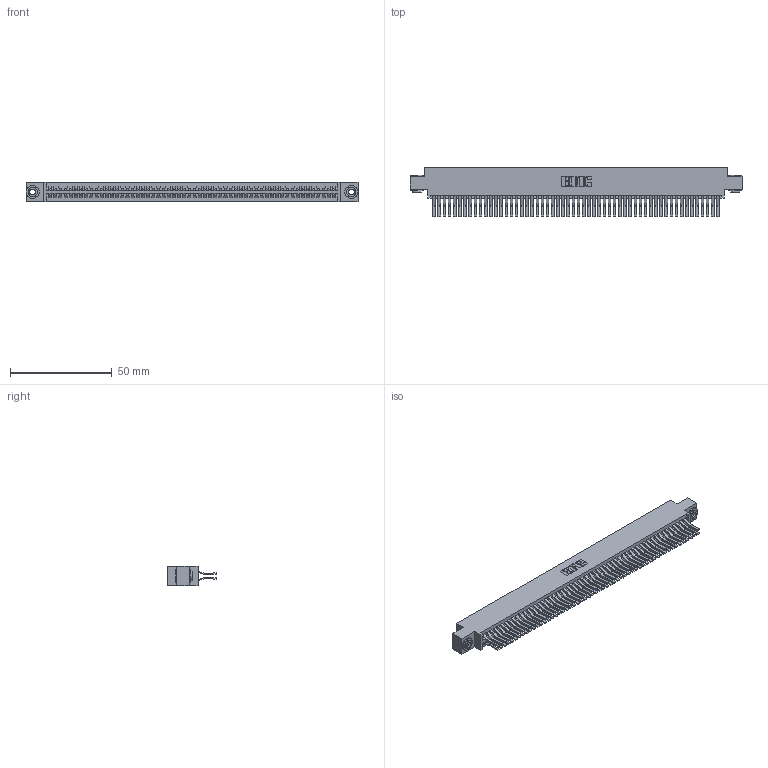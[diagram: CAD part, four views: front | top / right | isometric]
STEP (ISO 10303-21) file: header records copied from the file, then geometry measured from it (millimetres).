
FILE_DESCRIPTION (( 'STEP AP203' ), '1' );
FILE_NAME ('395-112-560-803.STEP', '2018-12-01T13:22:48', ( '' ), ( '' ), 'SwSTEP 2.0', 'SolidWorks 2016', '' );
FILE_SCHEMA (( 'CONFIG_CONTROL_DESIGN' ));
Length unit declared in the file: inch
Products named in the file (4): 345-250-002_345-250-002-102; 395-112-560-803; 345 Part_0.170 Offset - 0.156 Dia-TH; 345-292-001_560 Tail
Assembly tree (115 placements, depth 2):
  395-112-560-803
    345 Part_0.170 Offset - 0.156 Dia-TH
    345-292-001_560 Tail  x112
    345-250-002_345-250-002-102  x2
Bounding box: 163.45 x 24.45 x 9.4 mm (x, y, z)
Volume: 16647.7 mm3; surface area: 27115.7 mm2
Topology: 115 solids, 115 shells, 5992 faces, 17789 edges, 11706 vertices
Faces by surface type: plane 3790, cylinder 2194, cone 8
Entity records: 42924 total; most frequent: CARTESIAN_POINT 7159, ORIENTED_EDGE 7086, DIRECTION 6329, EDGE_CURVE 3543, VECTOR 3159, LINE 3159, VERTEX_POINT 2358, AXIS2_PLACEMENT_3D 1585
